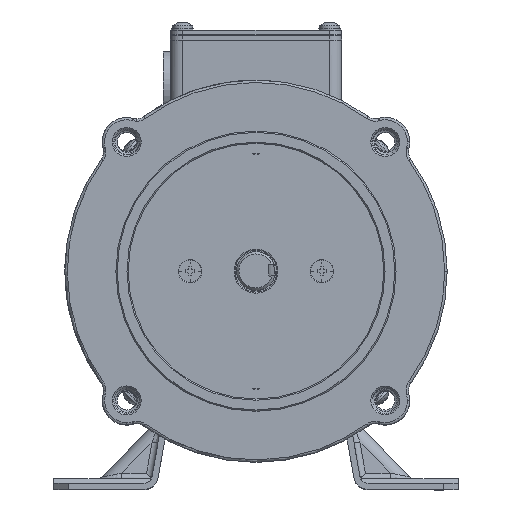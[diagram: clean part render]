
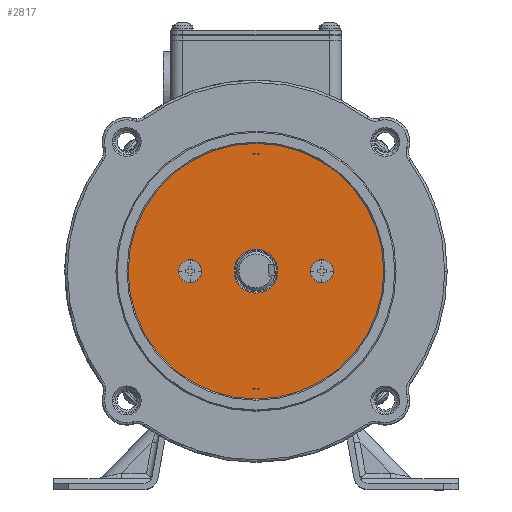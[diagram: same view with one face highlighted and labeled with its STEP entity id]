
A CAD part, top view. The second image highlights one B-rep face of the part: STEP entity #2817.
In plain terms, the highlighted planar face has unit normal (0, 0, 1).
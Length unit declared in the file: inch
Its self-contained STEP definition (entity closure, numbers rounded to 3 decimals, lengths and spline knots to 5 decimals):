
#1355 = VERTEX_POINT ( 'NONE', #45031 ) ;
#2817 = ADVANCED_FACE ( 'NONE', ( #19584, #3922, #9148, #28052 ), #34874, .T. ) ;
#2908 = AXIS2_PLACEMENT_3D ( 'NONE', #56742, #50614, #50044 ) ;
#3922 = FACE_BOUND ( 'NONE', #65167, .T. ) ;
#4091 = CARTESIAN_POINT ( 'NONE',  ( -0.00007, 0.8716, 2.76142 ) ) ;
#6364 = DIRECTION ( 'NONE',  ( 0., 1., 0. ) ) ;
#6552 = EDGE_CURVE ( 'NONE', #16289, #1355, #81688, .T. ) ;
#7873 = CIRCLE ( 'NONE', #68793, 0.18701 ) ;
#8492 = DIRECTION ( 'NONE',  ( 0., 0., -1. ) ) ;
#9063 = DIRECTION ( 'NONE',  ( 0., -1., 0. ) ) ;
#9148 = FACE_BOUND ( 'NONE', #54334, .T. ) ;
#10770 = CIRCLE ( 'NONE', #40361, 2.05315 ) ;
#12208 = CARTESIAN_POINT ( 'NONE',  ( -0.00007, 4.9779, 2.76142 ) ) ;
#16238 = AXIS2_PLACEMENT_3D ( 'NONE', #69590, #8492, #9063 ) ;
#16289 = VERTEX_POINT ( 'NONE', #45918 ) ;
#19390 = ORIENTED_EDGE ( 'NONE', *, *, #6552, .T. ) ;
#19551 = DIRECTION ( 'NONE',  ( 0., 1., 0. ) ) ;
#19584 = FACE_BOUND ( 'NONE', #79476, .T. ) ;
#20074 = AXIS2_PLACEMENT_3D ( 'NONE', #32997, #46490, #6364 ) ;
#20403 = EDGE_CURVE ( 'NONE', #42963, #37725, #7873, .T. ) ;
#21353 = CARTESIAN_POINT ( 'NONE',  ( -0.00007, 2.92475, 2.76142 ) ) ;
#22599 = AXIS2_PLACEMENT_3D ( 'NONE', #52864, #33556, #85776 ) ;
#23363 = AXIS2_PLACEMENT_3D ( 'NONE', #60261, #46510, #19551 ) ;
#25716 = CARTESIAN_POINT ( 'NONE',  ( -1.05897, 2.92475, 2.76142 ) ) ;
#26969 = DIRECTION ( 'NONE',  ( 0., 0., 1. ) ) ;
#28052 = FACE_OUTER_BOUND ( 'NONE', #75729, .T. ) ;
#28128 = CIRCLE ( 'NONE', #20074, 0.35236 ) ;
#28399 = CARTESIAN_POINT ( 'NONE',  ( -0.00007, 2.57239, 2.76142 ) ) ;
#28732 = CARTESIAN_POINT ( 'NONE',  ( -0.00007, 2.92475, 2.76142 ) ) ;
#30660 = EDGE_CURVE ( 'NONE', #36709, #58177, #30869, .T. ) ;
#30869 = CIRCLE ( 'NONE', #23363, 0.35236 ) ;
#32452 = DIRECTION ( 'NONE',  ( 0., -1., 0. ) ) ;
#32737 = DIRECTION ( 'NONE',  ( 0., 0., -1. ) ) ;
#32997 = CARTESIAN_POINT ( 'NONE',  ( -0.00007, 2.92475, 2.76142 ) ) ;
#33538 = ORIENTED_EDGE ( 'NONE', *, *, #30660, .T. ) ;
#33556 = DIRECTION ( 'NONE',  ( 0., 0., -1. ) ) ;
#34440 = CARTESIAN_POINT ( 'NONE',  ( -1.05897, 3.11176, 2.76142 ) ) ;
#34457 = EDGE_CURVE ( 'NONE', #37725, #42963, #46152, .T. ) ;
#34874 = PLANE ( 'NONE',  #66409 ) ;
#36709 = VERTEX_POINT ( 'NONE', #86663 ) ;
#36759 = EDGE_CURVE ( 'NONE', #1355, #16289, #55202, .T. ) ;
#37725 = VERTEX_POINT ( 'NONE', #34440 ) ;
#40361 = AXIS2_PLACEMENT_3D ( 'NONE', #64607, #76876, #57899 ) ;
#40721 = DIRECTION ( 'NONE',  ( 0., -1., 0. ) ) ;
#42963 = VERTEX_POINT ( 'NONE', #75892 ) ;
#43041 = ORIENTED_EDGE ( 'NONE', *, *, #51120, .T. ) ;
#44631 = VERTEX_POINT ( 'NONE', #12208 ) ;
#44956 = ORIENTED_EDGE ( 'NONE', *, *, #75412, .T. ) ;
#45031 = CARTESIAN_POINT ( 'NONE',  ( 1.05882, 3.11176, 2.76142 ) ) ;
#45918 = CARTESIAN_POINT ( 'NONE',  ( 1.05882, 2.73774, 2.76142 ) ) ;
#46152 = CIRCLE ( 'NONE', #2908, 0.18701 ) ;
#46490 = DIRECTION ( 'NONE',  ( 0., 0., -1. ) ) ;
#46510 = DIRECTION ( 'NONE',  ( 0., 0., -1. ) ) ;
#50044 = DIRECTION ( 'NONE',  ( 0., -1., 0. ) ) ;
#50614 = DIRECTION ( 'NONE',  ( 0., 0., -1. ) ) ;
#51120 = EDGE_CURVE ( 'NONE', #65815, #44631, #65915, .T. ) ;
#51312 = ORIENTED_EDGE ( 'NONE', *, *, #20403, .T. ) ;
#52864 = CARTESIAN_POINT ( 'NONE',  ( 1.05882, 2.92475, 2.76142 ) ) ;
#54334 = EDGE_LOOP ( 'NONE', ( #33538, #86380 ) ) ;
#55202 = CIRCLE ( 'NONE', #22599, 0.18701 ) ;
#56742 = CARTESIAN_POINT ( 'NONE',  ( -1.05897, 2.92475, 2.76142 ) ) ;
#57899 = DIRECTION ( 'NONE',  ( 0., -1., 0. ) ) ;
#58177 = VERTEX_POINT ( 'NONE', #28399 ) ;
#60261 = CARTESIAN_POINT ( 'NONE',  ( -0.00007, 2.92475, 2.76142 ) ) ;
#62057 = DIRECTION ( 'NONE',  ( 0., -1., 0. ) ) ;
#63316 = AXIS2_PLACEMENT_3D ( 'NONE', #28732, #76342, #62057 ) ;
#64607 = CARTESIAN_POINT ( 'NONE',  ( -0.00007, 2.92475, 2.76142 ) ) ;
#65167 = EDGE_LOOP ( 'NONE', ( #51312, #79247 ) ) ;
#65815 = VERTEX_POINT ( 'NONE', #4091 ) ;
#65915 = CIRCLE ( 'NONE', #63316, 2.05315 ) ;
#66409 = AXIS2_PLACEMENT_3D ( 'NONE', #21353, #26969, #40721 ) ;
#67011 = ORIENTED_EDGE ( 'NONE', *, *, #36759, .T. ) ;
#68793 = AXIS2_PLACEMENT_3D ( 'NONE', #25716, #32737, #32452 ) ;
#69590 = CARTESIAN_POINT ( 'NONE',  ( 1.05882, 2.92475, 2.76142 ) ) ;
#73323 = EDGE_CURVE ( 'NONE', #58177, #36709, #28128, .T. ) ;
#75412 = EDGE_CURVE ( 'NONE', #44631, #65815, #10770, .T. ) ;
#75729 = EDGE_LOOP ( 'NONE', ( #43041, #44956 ) ) ;
#75892 = CARTESIAN_POINT ( 'NONE',  ( -1.05897, 2.73774, 2.76142 ) ) ;
#76342 = DIRECTION ( 'NONE',  ( 0., 0., 1. ) ) ;
#76876 = DIRECTION ( 'NONE',  ( 0., 0., 1. ) ) ;
#79247 = ORIENTED_EDGE ( 'NONE', *, *, #34457, .T. ) ;
#79476 = EDGE_LOOP ( 'NONE', ( #19390, #67011 ) ) ;
#81688 = CIRCLE ( 'NONE', #16238, 0.18701 ) ;
#85776 = DIRECTION ( 'NONE',  ( 0., -1., 0. ) ) ;
#86380 = ORIENTED_EDGE ( 'NONE', *, *, #73323, .T. ) ;
#86663 = CARTESIAN_POINT ( 'NONE',  ( -0.00007, 3.27711, 2.76142 ) ) ;
